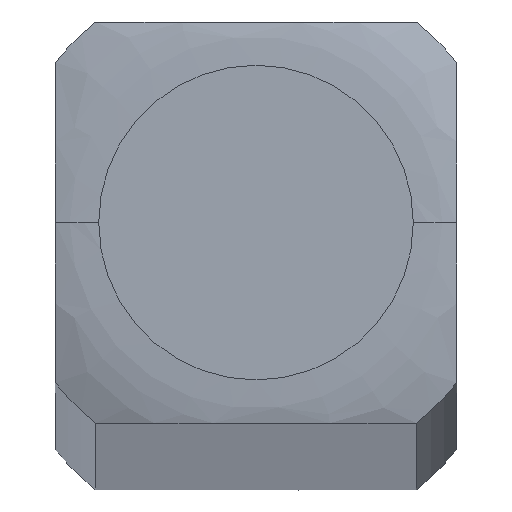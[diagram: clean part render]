
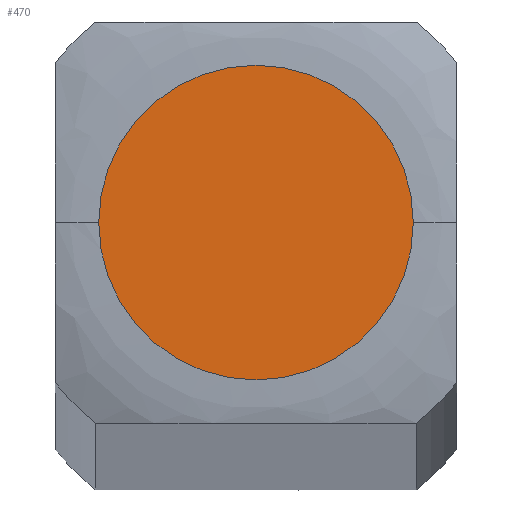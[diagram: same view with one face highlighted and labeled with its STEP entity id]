
A CAD part, top view. The second image highlights one B-rep face of the part: STEP entity #470.
In plain terms, the highlighted planar face has unit normal (0, 0, 1).
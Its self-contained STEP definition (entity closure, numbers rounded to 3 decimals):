
#69 = CARTESIAN_POINT ( 'NONE',  ( 1.245, 0., 151.511 ) ) ;
#189 = DIRECTION ( 'NONE',  ( 1., 0., 0. ) ) ;
#199 = DIRECTION ( 'NONE',  ( 0., 0., 1. ) ) ;
#211 = EDGE_CURVE ( 'NONE', #321, #385, #276, .T. ) ;
#228 = CARTESIAN_POINT ( 'NONE',  ( 0., 0., 151.511 ) ) ;
#247 = FACE_OUTER_BOUND ( 'NONE', #286, .T. ) ;
#248 = AXIS2_PLACEMENT_3D ( 'NONE', #483, #467, #465 ) ;
#276 = CIRCLE ( 'NONE', #461, 1.245 ) ;
#281 = CIRCLE ( 'NONE', #362, 1.245 ) ;
#286 = EDGE_LOOP ( 'NONE', ( #421, #422 ) ) ;
#321 = VERTEX_POINT ( 'NONE', #69 ) ;
#322 = EDGE_CURVE ( 'NONE', #385, #321, #281, .T. ) ;
#362 = AXIS2_PLACEMENT_3D ( 'NONE', #550, #549, #548 ) ;
#385 = VERTEX_POINT ( 'NONE', #535 ) ;
#421 = ORIENTED_EDGE ( 'NONE', *, *, #211, .T. ) ;
#422 = ORIENTED_EDGE ( 'NONE', *, *, #322, .T. ) ;
#461 = AXIS2_PLACEMENT_3D ( 'NONE', #228, #199, #189 ) ;
#465 = DIRECTION ( 'NONE',  ( -1., 0., 0. ) ) ;
#467 = DIRECTION ( 'NONE',  ( 0., 0., -1. ) ) ;
#470 = ADVANCED_FACE ( 'NONE', ( #247 ), #485, .F. ) ;
#483 = CARTESIAN_POINT ( 'NONE',  ( -1.588, 1.588, 151.511 ) ) ;
#485 = PLANE ( 'NONE',  #248 ) ;
#535 = CARTESIAN_POINT ( 'NONE',  ( -1.245, 0., 151.511 ) ) ;
#548 = DIRECTION ( 'NONE',  ( 1., 0., 0. ) ) ;
#549 = DIRECTION ( 'NONE',  ( 0., 0., 1. ) ) ;
#550 = CARTESIAN_POINT ( 'NONE',  ( 0., 0., 151.511 ) ) ;
